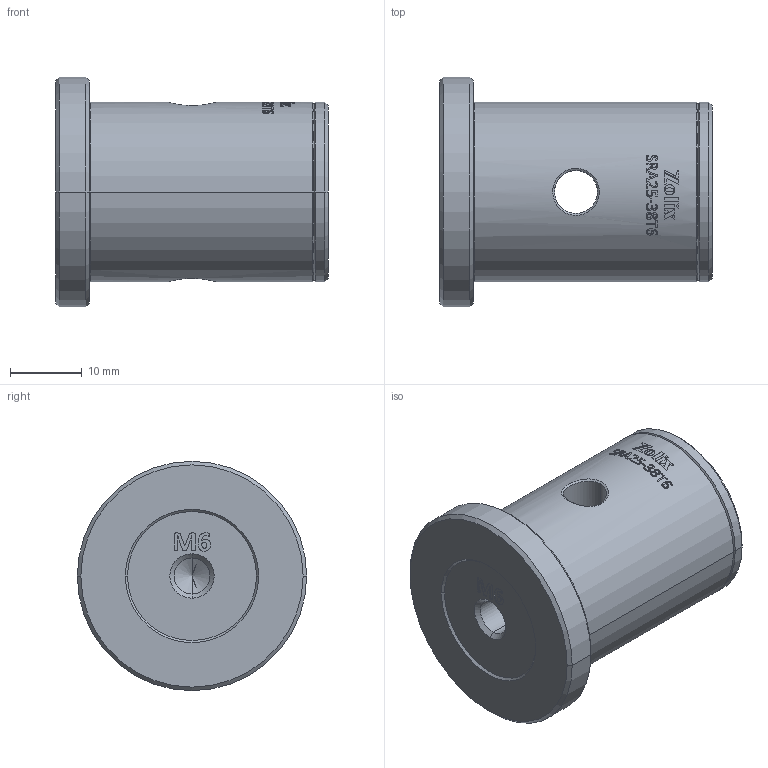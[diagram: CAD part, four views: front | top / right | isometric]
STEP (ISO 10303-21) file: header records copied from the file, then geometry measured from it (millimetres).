
FILE_DESCRIPTION (( 'STEP AP203' ), '1' );
FILE_NAME ('SRA25-38T6.STEP', '2025-07-08T05:54:52', ( '' ), ( '' ), 'SwSTEP 2.0', 'SolidWorks 2020', '' );
FILE_SCHEMA (( 'CONFIG_CONTROL_DESIGN' ));
Length unit declared in the file: millimetre
Products named in the file (1): SRA25-38T6
Bounding box: 38 x 32 x 32 mm (x, y, z)
Volume: 18749.2 mm3; surface area: 5465.1 mm2
Topology: 1 solids, 1 shells, 470 faces, 1268 edges, 830 vertices
Faces by surface type: bspline 313, plane 84, cylinder 41, cone 30, torus 2
Entity records: 30522 total; most frequent: CARTESIAN_POINT 21343, ORIENTED_EDGE 2520, EDGE_CURVE 1260, B_SPLINE_CURVE_WITH_KNOTS 924, VERTEX_POINT 830, DIRECTION 774, EDGE_LOOP 510, FACE_OUTER_BOUND 470
